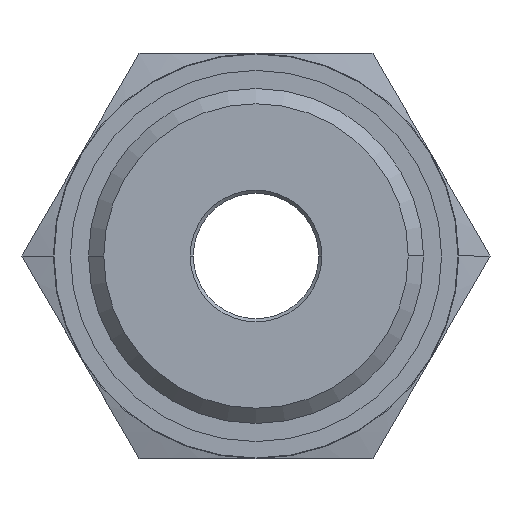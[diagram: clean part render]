
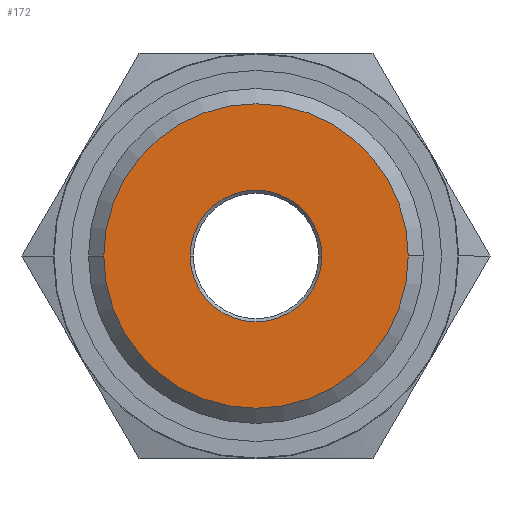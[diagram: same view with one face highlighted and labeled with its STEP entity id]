
A CAD part, left-side view. The second image highlights one B-rep face of the part: STEP entity #172.
In plain terms, the highlighted planar face has unit normal (-1, 0, 0).
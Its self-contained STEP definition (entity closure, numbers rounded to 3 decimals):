
#172 = ADVANCED_FACE( '', ( #377, #378 ), #379, .T. );
#377 = FACE_BOUND( '', #583, .T. );
#378 = FACE_OUTER_BOUND( '', #584, .T. );
#379 = PLANE( '', #585 );
#583 = EDGE_LOOP( '', ( #1331, #1332 ) );
#584 = EDGE_LOOP( '', ( #1333, #1334 ) );
#585 = AXIS2_PLACEMENT_3D( '', #1335, #1336, #1337 );
#1331 = ORIENTED_EDGE( '', *, *, #1549, .F. );
#1332 = ORIENTED_EDGE( '', *, *, #1385, .F. );
#1333 = ORIENTED_EDGE( '', *, *, #1341, .T. );
#1334 = ORIENTED_EDGE( '', *, *, #1566, .T. );
#1335 = CARTESIAN_POINT( '', ( -22.5, 8.61, 0. ) );
#1336 = DIRECTION( '', ( -1., 0., 0. ) );
#1337 = DIRECTION( '', ( 0., 1., 0. ) );
#1341 = EDGE_CURVE( '', #1568, #1572, #1574, .T. );
#1385 = EDGE_CURVE( '', #1650, #1648, #1652, .T. );
#1549 = EDGE_CURVE( '', #1648, #1650, #1918, .T. );
#1566 = EDGE_CURVE( '', #1572, #1568, #1936, .T. );
#1568 = VERTEX_POINT( '', #1938 );
#1572 = VERTEX_POINT( '', #1943 );
#1574 = CIRCLE( '', #1946, 12.021 );
#1648 = VERTEX_POINT( '', #2042 );
#1650 = VERTEX_POINT( '', #2045 );
#1652 = CIRCLE( '', #2048, 5.2 );
#1918 = CIRCLE( '', #2630, 5.2 );
#1936 = CIRCLE( '', #2648, 12.021 );
#1938 = CARTESIAN_POINT( '', ( -22.5, 12.021, 0. ) );
#1943 = CARTESIAN_POINT( '', ( -22.5, -12.021, 0. ) );
#1946 = AXIS2_PLACEMENT_3D( '', #2654, #2655, #2656 );
#2042 = CARTESIAN_POINT( '', ( -22.5, 5.2, 0. ) );
#2045 = CARTESIAN_POINT( '', ( -22.5, -5.2, 0. ) );
#2048 = AXIS2_PLACEMENT_3D( '', #2738, #2739, #2740 );
#2630 = AXIS2_PLACEMENT_3D( '', #2958, #2959, #2960 );
#2648 = AXIS2_PLACEMENT_3D( '', #3009, #3010, #3011 );
#2654 = CARTESIAN_POINT( '', ( -22.5, 0., 0. ) );
#2655 = DIRECTION( '', ( -1., 0., 0. ) );
#2656 = DIRECTION( '', ( 0., 1., 0. ) );
#2738 = CARTESIAN_POINT( '', ( -22.5, 0., 0. ) );
#2739 = DIRECTION( '', ( -1., 0., 0. ) );
#2740 = DIRECTION( '', ( 0., 1., 0. ) );
#2958 = CARTESIAN_POINT( '', ( -22.5, 0., 0. ) );
#2959 = DIRECTION( '', ( -1., 0., 0. ) );
#2960 = DIRECTION( '', ( 0., 1., 0. ) );
#3009 = CARTESIAN_POINT( '', ( -22.5, 0., 0. ) );
#3010 = DIRECTION( '', ( -1., 0., 0. ) );
#3011 = DIRECTION( '', ( 0., 1., 0. ) );
